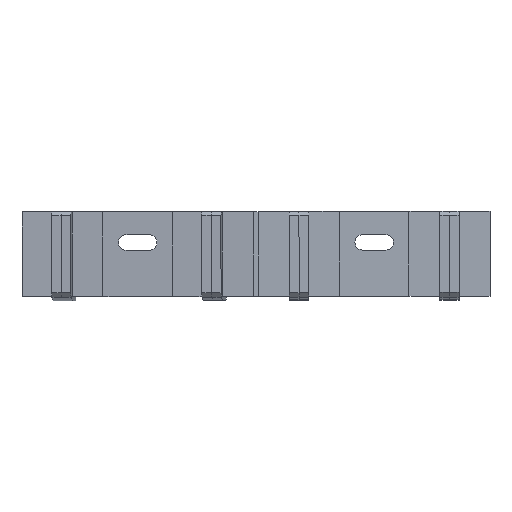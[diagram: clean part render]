
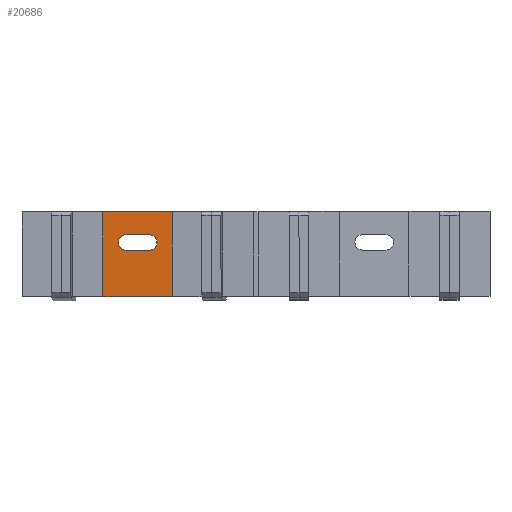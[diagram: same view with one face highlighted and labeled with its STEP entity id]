
A CAD part, front view. The second image highlights one B-rep face of the part: STEP entity #20686.
In plain terms, the highlighted face is planar.
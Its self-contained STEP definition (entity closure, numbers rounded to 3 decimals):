
#20410 = VERTEX_POINT('',#20411);
#20411 = CARTESIAN_POINT('',(3.,0.,16.));
#20418 = CYLINDRICAL_SURFACE('',#20419,2.);
#20419 = AXIS2_PLACEMENT_3D('',#20420,#20421,#20422);
#20420 = CARTESIAN_POINT('',(3.,24.,14.));
#20421 = DIRECTION('',(-0.,1.,0.));
#20422 = DIRECTION('',(0.,0.,-1.));
#20430 = PLANE('',#20431);
#20431 = AXIS2_PLACEMENT_3D('',#20432,#20433,#20434);
#20432 = CARTESIAN_POINT('',(3.,24.,16.));
#20433 = DIRECTION('',(0.,0.,-1.));
#20434 = DIRECTION('',(-1.,0.,-0.));
#20472 = VERTEX_POINT('',#20473);
#20473 = CARTESIAN_POINT('',(3.,0.,12.));
#20487 = PLANE('',#20488);
#20488 = AXIS2_PLACEMENT_3D('',#20489,#20490,#20491);
#20489 = CARTESIAN_POINT('',(-3.,24.,12.));
#20490 = DIRECTION('',(0.,0.,1.));
#20491 = DIRECTION('',(1.,0.,0.));
#20499 = EDGE_CURVE('',#20410,#20472,#20500,.T.);
#20500 = SURFACE_CURVE('',#20501,(#20506,#20513),.PCURVE_S1.);
#20501 = CIRCLE('',#20502,2.);
#20502 = AXIS2_PLACEMENT_3D('',#20503,#20504,#20505);
#20503 = CARTESIAN_POINT('',(3.,0.,14.));
#20504 = DIRECTION('',(0.,1.,0.));
#20505 = DIRECTION('',(0.,0.,-1.));
#20506 = PCURVE('',#20418,#20507);
#20507 = DEFINITIONAL_REPRESENTATION('',(#20508),#20512);
#20508 = LINE('',#20509,#20510);
#20509 = CARTESIAN_POINT('',(-6.283,-24.));
#20510 = VECTOR('',#20511,1.);
#20511 = DIRECTION('',(1.,-0.));
#20512 = ( GEOMETRIC_REPRESENTATION_CONTEXT(2) 
PARAMETRIC_REPRESENTATION_CONTEXT() REPRESENTATION_CONTEXT('2D SPACE',''
  ) );
#20513 = PCURVE('',#20514,#20519);
#20514 = PLANE('',#20515);
#20515 = AXIS2_PLACEMENT_3D('',#20516,#20517,#20518);
#20516 = CARTESIAN_POINT('',(0.,0.,0.));
#20517 = DIRECTION('',(0.,1.,-0.));
#20518 = DIRECTION('',(0.,0.,1.));
#20519 = DEFINITIONAL_REPRESENTATION('',(#20520),#20524);
#20520 = CIRCLE('',#20521,2.);
#20521 = AXIS2_PLACEMENT_2D('',#20522,#20523);
#20522 = CARTESIAN_POINT('',(14.,3.));
#20523 = DIRECTION('',(-1.,0.));
#20524 = ( GEOMETRIC_REPRESENTATION_CONTEXT(2) 
PARAMETRIC_REPRESENTATION_CONTEXT() REPRESENTATION_CONTEXT('2D SPACE',''
  ) );
#20532 = VERTEX_POINT('',#20533);
#20533 = CARTESIAN_POINT('',(-3.,0.,16.));
#20547 = CYLINDRICAL_SURFACE('',#20548,2.);
#20548 = AXIS2_PLACEMENT_3D('',#20549,#20550,#20551);
#20549 = CARTESIAN_POINT('',(-3.,24.,14.));
#20550 = DIRECTION('',(-0.,1.,0.));
#20551 = DIRECTION('',(0.,0.,1.));
#20586 = EDGE_CURVE('',#20410,#20532,#20587,.T.);
#20587 = SURFACE_CURVE('',#20588,(#20592,#20598),.PCURVE_S1.);
#20588 = LINE('',#20589,#20590);
#20589 = CARTESIAN_POINT('',(1.5,0.,16.));
#20590 = VECTOR('',#20591,1.);
#20591 = DIRECTION('',(-1.,0.,0.));
#20592 = PCURVE('',#20430,#20593);
#20593 = DEFINITIONAL_REPRESENTATION('',(#20594),#20597);
#20594 = B_SPLINE_CURVE_WITH_KNOTS('',1,(#20595,#20596),.UNSPECIFIED.,
  .F.,.F.,(2,2),(-1.5,4.5),.PIECEWISE_BEZIER_KNOTS.);
#20595 = CARTESIAN_POINT('',(0.,-24.));
#20596 = CARTESIAN_POINT('',(6.,-24.));
#20597 = ( GEOMETRIC_REPRESENTATION_CONTEXT(2) 
PARAMETRIC_REPRESENTATION_CONTEXT() REPRESENTATION_CONTEXT('2D SPACE',''
  ) );
#20598 = PCURVE('',#20514,#20599);
#20599 = DEFINITIONAL_REPRESENTATION('',(#20600),#20603);
#20600 = B_SPLINE_CURVE_WITH_KNOTS('',1,(#20601,#20602),.UNSPECIFIED.,
  .F.,.F.,(2,2),(-1.5,4.5),.PIECEWISE_BEZIER_KNOTS.);
#20601 = CARTESIAN_POINT('',(16.,3.));
#20602 = CARTESIAN_POINT('',(16.,-3.));
#20603 = ( GEOMETRIC_REPRESENTATION_CONTEXT(2) 
PARAMETRIC_REPRESENTATION_CONTEXT() REPRESENTATION_CONTEXT('2D SPACE',''
  ) );
#20686 = ADVANCED_FACE('',(#20687,#20801),#20514,.F.);
#20687 = FACE_BOUND('',#20688,.F.);
#20688 = EDGE_LOOP('',(#20689,#20719,#20747,#20775));
#20689 = ORIENTED_EDGE('',*,*,#20690,.F.);
#20690 = EDGE_CURVE('',#20691,#20693,#20695,.T.);
#20691 = VERTEX_POINT('',#20692);
#20692 = CARTESIAN_POINT('',(-9.,0.,0.));
#20693 = VERTEX_POINT('',#20694);
#20694 = CARTESIAN_POINT('',(9.,0.,0.));
#20695 = SURFACE_CURVE('',#20696,(#20700,#20707),.PCURVE_S1.);
#20696 = LINE('',#20697,#20698);
#20697 = CARTESIAN_POINT('',(-9.,0.,0.));
#20698 = VECTOR('',#20699,1.);
#20699 = DIRECTION('',(1.,0.,0.));
#20700 = PCURVE('',#20514,#20701);
#20701 = DEFINITIONAL_REPRESENTATION('',(#20702),#20706);
#20702 = LINE('',#20703,#20704);
#20703 = CARTESIAN_POINT('',(0.,-9.));
#20704 = VECTOR('',#20705,1.);
#20705 = DIRECTION('',(0.,1.));
#20706 = ( GEOMETRIC_REPRESENTATION_CONTEXT(2) 
PARAMETRIC_REPRESENTATION_CONTEXT() REPRESENTATION_CONTEXT('2D SPACE',''
  ) );
#20707 = PCURVE('',#20708,#20713);
#20708 = PLANE('',#20709);
#20709 = AXIS2_PLACEMENT_3D('',#20710,#20711,#20712);
#20710 = CARTESIAN_POINT('',(0.,15.,0.));
#20711 = DIRECTION('',(0.,0.,1.));
#20712 = DIRECTION('',(0.,-1.,0.));
#20713 = DEFINITIONAL_REPRESENTATION('',(#20714),#20718);
#20714 = LINE('',#20715,#20716);
#20715 = CARTESIAN_POINT('',(15.,-9.));
#20716 = VECTOR('',#20717,1.);
#20717 = DIRECTION('',(0.,1.));
#20718 = ( GEOMETRIC_REPRESENTATION_CONTEXT(2) 
PARAMETRIC_REPRESENTATION_CONTEXT() REPRESENTATION_CONTEXT('2D SPACE',''
  ) );
#20719 = ORIENTED_EDGE('',*,*,#20720,.T.);
#20720 = EDGE_CURVE('',#20691,#20721,#20723,.T.);
#20721 = VERTEX_POINT('',#20722);
#20722 = CARTESIAN_POINT('',(-9.,0.,22.));
#20723 = SURFACE_CURVE('',#20724,(#20728,#20735),.PCURVE_S1.);
#20724 = LINE('',#20725,#20726);
#20725 = CARTESIAN_POINT('',(-9.,0.,0.));
#20726 = VECTOR('',#20727,1.);
#20727 = DIRECTION('',(0.,0.,1.));
#20728 = PCURVE('',#20514,#20729);
#20729 = DEFINITIONAL_REPRESENTATION('',(#20730),#20734);
#20730 = LINE('',#20731,#20732);
#20731 = CARTESIAN_POINT('',(0.,-9.));
#20732 = VECTOR('',#20733,1.);
#20733 = DIRECTION('',(1.,0.));
#20734 = ( GEOMETRIC_REPRESENTATION_CONTEXT(2) 
PARAMETRIC_REPRESENTATION_CONTEXT() REPRESENTATION_CONTEXT('2D SPACE',''
  ) );
#20735 = PCURVE('',#20736,#20741);
#20736 = PLANE('',#20737);
#20737 = AXIS2_PLACEMENT_3D('',#20738,#20739,#20740);
#20738 = CARTESIAN_POINT('',(-9.,4.162,7.662));
#20739 = DIRECTION('',(-1.,0.,0.));
#20740 = DIRECTION('',(0.,0.,1.));
#20741 = DEFINITIONAL_REPRESENTATION('',(#20742),#20746);
#20742 = LINE('',#20743,#20744);
#20743 = CARTESIAN_POINT('',(-7.662,-4.162));
#20744 = VECTOR('',#20745,1.);
#20745 = DIRECTION('',(1.,0.));
#20746 = ( GEOMETRIC_REPRESENTATION_CONTEXT(2) 
PARAMETRIC_REPRESENTATION_CONTEXT() REPRESENTATION_CONTEXT('2D SPACE',''
  ) );
#20747 = ORIENTED_EDGE('',*,*,#20748,.F.);
#20748 = EDGE_CURVE('',#20749,#20721,#20751,.T.);
#20749 = VERTEX_POINT('',#20750);
#20750 = CARTESIAN_POINT('',(9.,0.,22.));
#20751 = SURFACE_CURVE('',#20752,(#20756,#20763),.PCURVE_S1.);
#20752 = LINE('',#20753,#20754);
#20753 = CARTESIAN_POINT('',(9.,0.,22.));
#20754 = VECTOR('',#20755,1.);
#20755 = DIRECTION('',(-1.,0.,0.));
#20756 = PCURVE('',#20514,#20757);
#20757 = DEFINITIONAL_REPRESENTATION('',(#20758),#20762);
#20758 = LINE('',#20759,#20760);
#20759 = CARTESIAN_POINT('',(22.,9.));
#20760 = VECTOR('',#20761,1.);
#20761 = DIRECTION('',(0.,-1.));
#20762 = ( GEOMETRIC_REPRESENTATION_CONTEXT(2) 
PARAMETRIC_REPRESENTATION_CONTEXT() REPRESENTATION_CONTEXT('2D SPACE',''
  ) );
#20763 = PCURVE('',#20764,#20769);
#20764 = PLANE('',#20765);
#20765 = AXIS2_PLACEMENT_3D('',#20766,#20767,#20768);
#20766 = CARTESIAN_POINT('',(0.,0.,22.));
#20767 = DIRECTION('',(0.,0.,-1.));
#20768 = DIRECTION('',(0.,1.,0.));
#20769 = DEFINITIONAL_REPRESENTATION('',(#20770),#20774);
#20770 = LINE('',#20771,#20772);
#20771 = CARTESIAN_POINT('',(0.,9.));
#20772 = VECTOR('',#20773,1.);
#20773 = DIRECTION('',(0.,-1.));
#20774 = ( GEOMETRIC_REPRESENTATION_CONTEXT(2) 
PARAMETRIC_REPRESENTATION_CONTEXT() REPRESENTATION_CONTEXT('2D SPACE',''
  ) );
#20775 = ORIENTED_EDGE('',*,*,#20776,.F.);
#20776 = EDGE_CURVE('',#20693,#20749,#20777,.T.);
#20777 = SURFACE_CURVE('',#20778,(#20782,#20789),.PCURVE_S1.);
#20778 = LINE('',#20779,#20780);
#20779 = CARTESIAN_POINT('',(9.,0.,0.));
#20780 = VECTOR('',#20781,1.);
#20781 = DIRECTION('',(0.,0.,1.));
#20782 = PCURVE('',#20514,#20783);
#20783 = DEFINITIONAL_REPRESENTATION('',(#20784),#20788);
#20784 = LINE('',#20785,#20786);
#20785 = CARTESIAN_POINT('',(0.,9.));
#20786 = VECTOR('',#20787,1.);
#20787 = DIRECTION('',(1.,0.));
#20788 = ( GEOMETRIC_REPRESENTATION_CONTEXT(2) 
PARAMETRIC_REPRESENTATION_CONTEXT() REPRESENTATION_CONTEXT('2D SPACE',''
  ) );
#20789 = PCURVE('',#20790,#20795);
#20790 = PLANE('',#20791);
#20791 = AXIS2_PLACEMENT_3D('',#20792,#20793,#20794);
#20792 = CARTESIAN_POINT('',(9.,4.162,7.662));
#20793 = DIRECTION('',(-1.,0.,0.));
#20794 = DIRECTION('',(0.,0.,1.));
#20795 = DEFINITIONAL_REPRESENTATION('',(#20796),#20800);
#20796 = LINE('',#20797,#20798);
#20797 = CARTESIAN_POINT('',(-7.662,-4.162));
#20798 = VECTOR('',#20799,1.);
#20799 = DIRECTION('',(1.,0.));
#20800 = ( GEOMETRIC_REPRESENTATION_CONTEXT(2) 
PARAMETRIC_REPRESENTATION_CONTEXT() REPRESENTATION_CONTEXT('2D SPACE',''
  ) );
#20801 = FACE_BOUND('',#20802,.F.);
#20802 = EDGE_LOOP('',(#20803,#20804,#20805,#20829));
#20803 = ORIENTED_EDGE('',*,*,#20499,.F.);
#20804 = ORIENTED_EDGE('',*,*,#20586,.T.);
#20805 = ORIENTED_EDGE('',*,*,#20806,.F.);
#20806 = EDGE_CURVE('',#20807,#20532,#20809,.T.);
#20807 = VERTEX_POINT('',#20808);
#20808 = CARTESIAN_POINT('',(-3.,0.,12.));
#20809 = SURFACE_CURVE('',#20810,(#20815,#20822),.PCURVE_S1.);
#20810 = CIRCLE('',#20811,2.);
#20811 = AXIS2_PLACEMENT_3D('',#20812,#20813,#20814);
#20812 = CARTESIAN_POINT('',(-3.,0.,14.));
#20813 = DIRECTION('',(-0.,1.,0.));
#20814 = DIRECTION('',(0.,0.,1.));
#20815 = PCURVE('',#20514,#20816);
#20816 = DEFINITIONAL_REPRESENTATION('',(#20817),#20821);
#20817 = CIRCLE('',#20818,2.);
#20818 = AXIS2_PLACEMENT_2D('',#20819,#20820);
#20819 = CARTESIAN_POINT('',(14.,-3.));
#20820 = DIRECTION('',(1.,0.));
#20821 = ( GEOMETRIC_REPRESENTATION_CONTEXT(2) 
PARAMETRIC_REPRESENTATION_CONTEXT() REPRESENTATION_CONTEXT('2D SPACE',''
  ) );
#20822 = PCURVE('',#20547,#20823);
#20823 = DEFINITIONAL_REPRESENTATION('',(#20824),#20828);
#20824 = LINE('',#20825,#20826);
#20825 = CARTESIAN_POINT('',(-6.283,-24.));
#20826 = VECTOR('',#20827,1.);
#20827 = DIRECTION('',(1.,-0.));
#20828 = ( GEOMETRIC_REPRESENTATION_CONTEXT(2) 
PARAMETRIC_REPRESENTATION_CONTEXT() REPRESENTATION_CONTEXT('2D SPACE',''
  ) );
#20829 = ORIENTED_EDGE('',*,*,#20830,.T.);
#20830 = EDGE_CURVE('',#20807,#20472,#20831,.T.);
#20831 = SURFACE_CURVE('',#20832,(#20836,#20842),.PCURVE_S1.);
#20832 = LINE('',#20833,#20834);
#20833 = CARTESIAN_POINT('',(-1.5,0.,12.));
#20834 = VECTOR('',#20835,1.);
#20835 = DIRECTION('',(1.,-0.,0.));
#20836 = PCURVE('',#20514,#20837);
#20837 = DEFINITIONAL_REPRESENTATION('',(#20838),#20841);
#20838 = B_SPLINE_CURVE_WITH_KNOTS('',1,(#20839,#20840),.UNSPECIFIED.,
  .F.,.F.,(2,2),(-1.5,4.5),.PIECEWISE_BEZIER_KNOTS.);
#20839 = CARTESIAN_POINT('',(12.,-3.));
#20840 = CARTESIAN_POINT('',(12.,3.));
#20841 = ( GEOMETRIC_REPRESENTATION_CONTEXT(2) 
PARAMETRIC_REPRESENTATION_CONTEXT() REPRESENTATION_CONTEXT('2D SPACE',''
  ) );
#20842 = PCURVE('',#20487,#20843);
#20843 = DEFINITIONAL_REPRESENTATION('',(#20844),#20847);
#20844 = B_SPLINE_CURVE_WITH_KNOTS('',1,(#20845,#20846),.UNSPECIFIED.,
  .F.,.F.,(2,2),(-1.5,4.5),.PIECEWISE_BEZIER_KNOTS.);
#20845 = CARTESIAN_POINT('',(0.,-24.));
#20846 = CARTESIAN_POINT('',(6.,-24.));
#20847 = ( GEOMETRIC_REPRESENTATION_CONTEXT(2) 
PARAMETRIC_REPRESENTATION_CONTEXT() REPRESENTATION_CONTEXT('2D SPACE',''
  ) );
